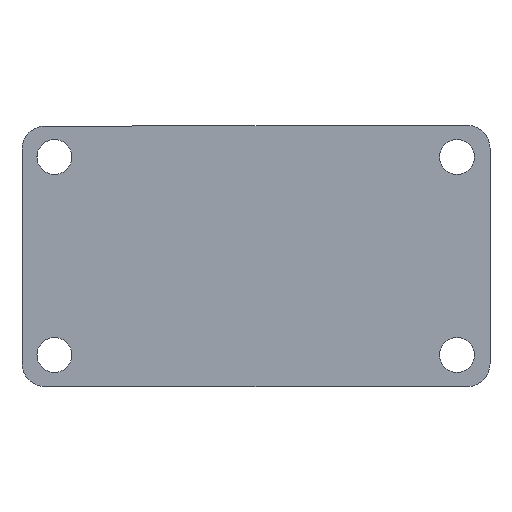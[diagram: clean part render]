
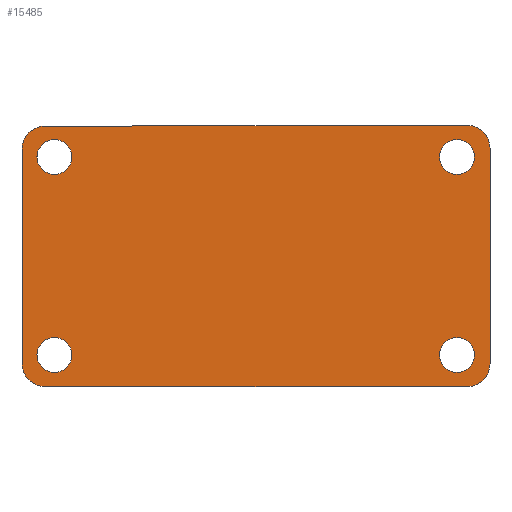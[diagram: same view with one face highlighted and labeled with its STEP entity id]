
A CAD part, top view. The second image highlights one B-rep face of the part: STEP entity #15485.
In plain terms, the highlighted planar face has unit normal (0, 0, 1).
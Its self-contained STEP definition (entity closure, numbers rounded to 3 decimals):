
#15076 = VERTEX_POINT('',#15077);
#15077 = CARTESIAN_POINT('',(16.639,10.3,1.51));
#15083 = EDGE_CURVE('',#15076,#15084,#15086,.T.);
#15084 = VERTEX_POINT('',#15085);
#15085 = CARTESIAN_POINT('',(18.439,8.5,1.51));
#15086 = CIRCLE('',#15087,1.8);
#15087 = AXIS2_PLACEMENT_3D('',#15088,#15089,#15090);
#15088 = CARTESIAN_POINT('',(16.639,8.5,1.51));
#15089 = DIRECTION('',(0.,0.,-1.));
#15090 = DIRECTION('',(0.,1.,0.));
#15116 = EDGE_CURVE('',#15084,#15117,#15119,.T.);
#15117 = VERTEX_POINT('',#15118);
#15118 = CARTESIAN_POINT('',(18.439,-8.5,1.51));
#15119 = LINE('',#15120,#15121);
#15120 = CARTESIAN_POINT('',(18.439,8.5,1.51));
#15121 = VECTOR('',#15122,1.);
#15122 = DIRECTION('',(0.,-1.,0.));
#15147 = EDGE_CURVE('',#15117,#15148,#15150,.T.);
#15148 = VERTEX_POINT('',#15149);
#15149 = CARTESIAN_POINT('',(16.639,-10.3,1.51));
#15150 = CIRCLE('',#15151,1.8);
#15151 = AXIS2_PLACEMENT_3D('',#15152,#15153,#15154);
#15152 = CARTESIAN_POINT('',(16.639,-8.5,1.51));
#15153 = DIRECTION('',(0.,0.,-1.));
#15154 = DIRECTION('',(1.,0.,0.));
#15180 = EDGE_CURVE('',#15148,#15181,#15183,.T.);
#15181 = VERTEX_POINT('',#15182);
#15182 = CARTESIAN_POINT('',(-16.639,-10.277,1.51));
#15183 = LINE('',#15184,#15185);
#15184 = CARTESIAN_POINT('',(16.639,-10.3,1.51));
#15185 = VECTOR('',#15186,1.);
#15186 = DIRECTION('',(-1.,0.001,0.));
#15211 = EDGE_CURVE('',#15181,#15212,#15214,.T.);
#15212 = VERTEX_POINT('',#15213);
#15213 = CARTESIAN_POINT('',(-18.439,-8.477,1.51));
#15214 = CIRCLE('',#15215,1.8);
#15215 = AXIS2_PLACEMENT_3D('',#15216,#15217,#15218);
#15216 = CARTESIAN_POINT('',(-16.639,-8.477,1.51));
#15217 = DIRECTION('',(0.,0.,-1.));
#15218 = DIRECTION('',(0.,-1.,-0.));
#15244 = EDGE_CURVE('',#15212,#15245,#15247,.T.);
#15245 = VERTEX_POINT('',#15246);
#15246 = CARTESIAN_POINT('',(-18.439,8.427,1.51));
#15247 = LINE('',#15248,#15249);
#15248 = CARTESIAN_POINT('',(-18.439,-8.477,1.51));
#15249 = VECTOR('',#15250,1.);
#15250 = DIRECTION('',(0.,1.,0.));
#15275 = EDGE_CURVE('',#15245,#15276,#15278,.T.);
#15276 = VERTEX_POINT('',#15277);
#15277 = CARTESIAN_POINT('',(-16.639,10.227,1.51));
#15278 = CIRCLE('',#15279,1.8);
#15279 = AXIS2_PLACEMENT_3D('',#15280,#15281,#15282);
#15280 = CARTESIAN_POINT('',(-16.639,8.427,1.51));
#15281 = DIRECTION('',(0.,0.,-1.));
#15282 = DIRECTION('',(-1.,0.,0.));
#15308 = EDGE_CURVE('',#15276,#15076,#15309,.T.);
#15309 = LINE('',#15310,#15311);
#15310 = CARTESIAN_POINT('',(-16.639,10.227,1.51));
#15311 = VECTOR('',#15312,1.);
#15312 = DIRECTION('',(1.,0.002,0.));
#15332 = VERTEX_POINT('',#15333);
#15333 = CARTESIAN_POINT('',(-14.511,-7.8,1.51));
#15339 = EDGE_CURVE('',#15332,#15332,#15340,.T.);
#15340 = CIRCLE('',#15341,1.375);
#15341 = AXIS2_PLACEMENT_3D('',#15342,#15343,#15344);
#15342 = CARTESIAN_POINT('',(-15.886,-7.8,1.51));
#15343 = DIRECTION('',(0.,0.,1.));
#15344 = DIRECTION('',(1.,0.,-0.));
#15365 = VERTEX_POINT('',#15366);
#15366 = CARTESIAN_POINT('',(17.214,-7.8,1.51));
#15372 = EDGE_CURVE('',#15365,#15365,#15373,.T.);
#15373 = CIRCLE('',#15374,1.375);
#15374 = AXIS2_PLACEMENT_3D('',#15375,#15376,#15377);
#15375 = CARTESIAN_POINT('',(15.839,-7.8,1.51));
#15376 = DIRECTION('',(0.,0.,1.));
#15377 = DIRECTION('',(1.,0.,-0.));
#15398 = VERTEX_POINT('',#15399);
#15399 = CARTESIAN_POINT('',(-14.511,7.8,1.51));
#15405 = EDGE_CURVE('',#15398,#15398,#15406,.T.);
#15406 = CIRCLE('',#15407,1.375);
#15407 = AXIS2_PLACEMENT_3D('',#15408,#15409,#15410);
#15408 = CARTESIAN_POINT('',(-15.886,7.8,1.51));
#15409 = DIRECTION('',(0.,0.,1.));
#15410 = DIRECTION('',(1.,0.,-0.));
#15431 = VERTEX_POINT('',#15432);
#15432 = CARTESIAN_POINT('',(17.214,7.8,1.51));
#15438 = EDGE_CURVE('',#15431,#15431,#15439,.T.);
#15439 = CIRCLE('',#15440,1.375);
#15440 = AXIS2_PLACEMENT_3D('',#15441,#15442,#15443);
#15441 = CARTESIAN_POINT('',(15.839,7.8,1.51));
#15442 = DIRECTION('',(0.,0.,1.));
#15443 = DIRECTION('',(1.,0.,-0.));
#15485 = ADVANCED_FACE('',(#15486,#15496,#15499,#15502,#15505),#15508,
  .T.);
#15486 = FACE_BOUND('',#15487,.F.);
#15487 = EDGE_LOOP('',(#15488,#15489,#15490,#15491,#15492,#15493,#15494,
    #15495));
#15488 = ORIENTED_EDGE('',*,*,#15083,.T.);
#15489 = ORIENTED_EDGE('',*,*,#15116,.T.);
#15490 = ORIENTED_EDGE('',*,*,#15147,.T.);
#15491 = ORIENTED_EDGE('',*,*,#15180,.T.);
#15492 = ORIENTED_EDGE('',*,*,#15211,.T.);
#15493 = ORIENTED_EDGE('',*,*,#15244,.T.);
#15494 = ORIENTED_EDGE('',*,*,#15275,.T.);
#15495 = ORIENTED_EDGE('',*,*,#15308,.T.);
#15496 = FACE_BOUND('',#15497,.F.);
#15497 = EDGE_LOOP('',(#15498));
#15498 = ORIENTED_EDGE('',*,*,#15339,.T.);
#15499 = FACE_BOUND('',#15500,.F.);
#15500 = EDGE_LOOP('',(#15501));
#15501 = ORIENTED_EDGE('',*,*,#15372,.T.);
#15502 = FACE_BOUND('',#15503,.F.);
#15503 = EDGE_LOOP('',(#15504));
#15504 = ORIENTED_EDGE('',*,*,#15405,.T.);
#15505 = FACE_BOUND('',#15506,.F.);
#15506 = EDGE_LOOP('',(#15507));
#15507 = ORIENTED_EDGE('',*,*,#15438,.T.);
#15508 = PLANE('',#15509);
#15509 = AXIS2_PLACEMENT_3D('',#15510,#15511,#15512);
#15510 = CARTESIAN_POINT('',(0.,0.,1.51));
#15511 = DIRECTION('',(0.,0.,1.));
#15512 = DIRECTION('',(1.,0.,-0.));
